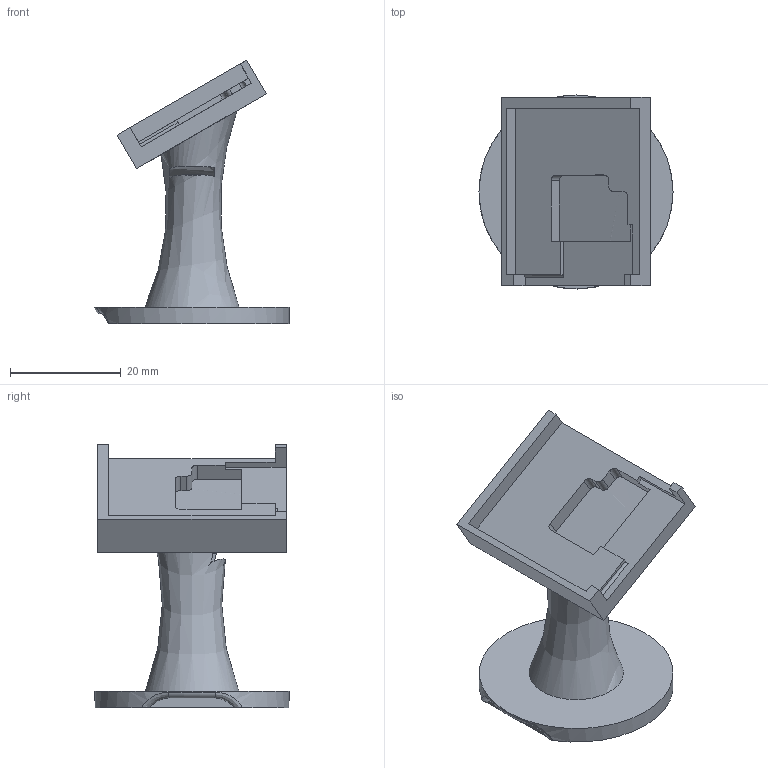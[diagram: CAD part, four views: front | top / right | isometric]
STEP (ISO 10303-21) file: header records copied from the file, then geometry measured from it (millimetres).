
FILE_DESCRIPTION(/* description */ (''),/* implementation_level */ '2;1');
FILE_NAME(/* name */ '2021071801.stp',/* time_stamp */ '2021-07-18T21:55:59+08:00',/* author */ (''),/* organization */ (''),/* preprocessor_version */ 'ST-DEVELOPER v15',/* originating_system */ 'SIEMENS PLM Software NX 8.5',/* authorisation */ '');
FILE_SCHEMA (('CONFIG_CONTROL_DESIGN'));
Length unit declared in the file: millimetre
Products named in the file (1): 102
Bounding box: 35 x 35 x 47.56 mm (x, y, z)
Volume: 9373.4 mm3; surface area: 6576.3 mm2
Topology: 1 solids, 1 shells, 61 faces, 164 edges, 110 vertices
Faces by surface type: plane 40, cylinder 13, bspline 7, torus 1
Full cylindrical faces by diameter (mm): 3 x4, 35 x1
Entity records: 2761 total; most frequent: CARTESIAN_POINT 1233, ORIENTED_EDGE 314, DIRECTION 257, EDGE_CURVE 157, VERTEX_POINT 109, LINE 91, VECTOR 91, AXIS2_PLACEMENT_3D 83
